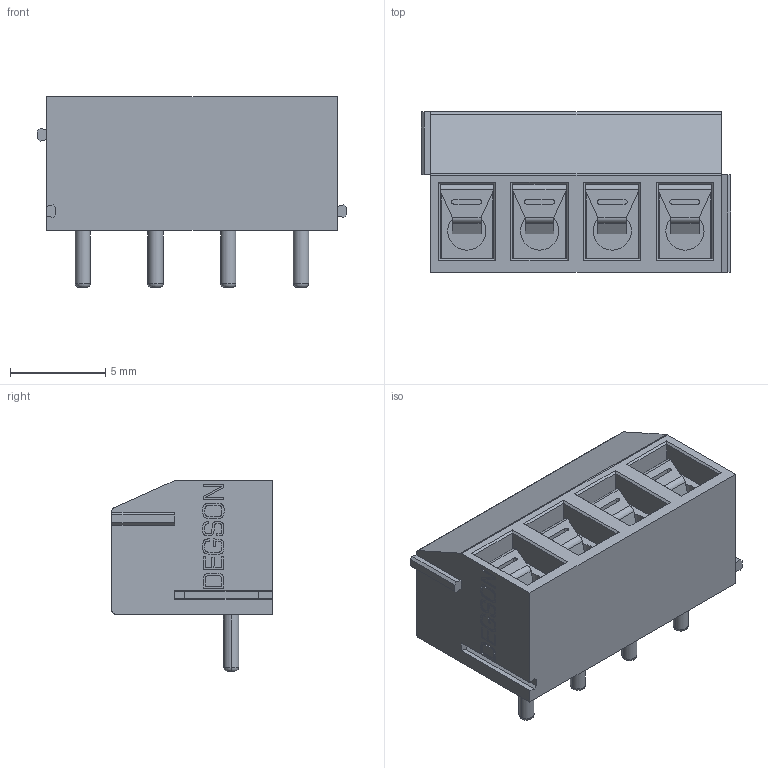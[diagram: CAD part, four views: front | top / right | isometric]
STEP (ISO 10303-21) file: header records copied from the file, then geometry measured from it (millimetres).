
FILE_DESCRIPTION (( 'STEP AP214' ), '1' );
FILE_NAME ('DG340R-3.81-04P-12-00AH.STEP', '2017-04-29T19:09:47', ( 'SIG' ), ( '' ), 'SwSTEP 2.0', 'SolidWorks 2014', '' );
FILE_SCHEMA (( 'AUTOMOTIVE_DESIGN' ));
Length unit declared in the file: millimetre
Products named in the file (18): DG340R-381-spring; DG340R-381_screw; DG340R-381-klamper; DG340R-381; DG340R-3.81-04P-12-00AH
Assembly tree (13 placements, depth 2):
  DG340R-381-spring
  DG340R-381_screw
  DG340R-381_screw
  DG340R-381-spring
  DG340R-381-klamper
Bounding box: 16.2 x 8.4 x 10 mm (x, y, z)
Volume: 674.7 mm3; surface area: 1902 mm2
Topology: 14 solids, 14 shells, 882 faces, 2253 edges, 1464 vertices
Faces by surface type: plane 525, bspline 158, cylinder 117, torus 60, cone 22
Entity records: 35888 total; most frequent: CARTESIAN_POINT 14168, ORIENTED_EDGE 3588, DIRECTION 2748, EDGE_CURVE 1794, VECTOR 1282, LINE 1282, VERTEX_POINT 1173, EDGE_LOOP 767
